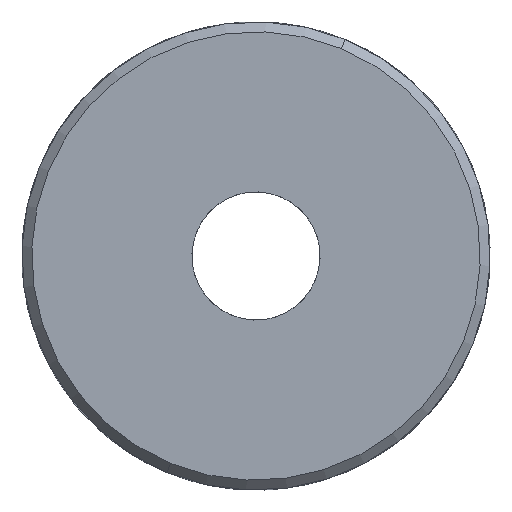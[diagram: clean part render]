
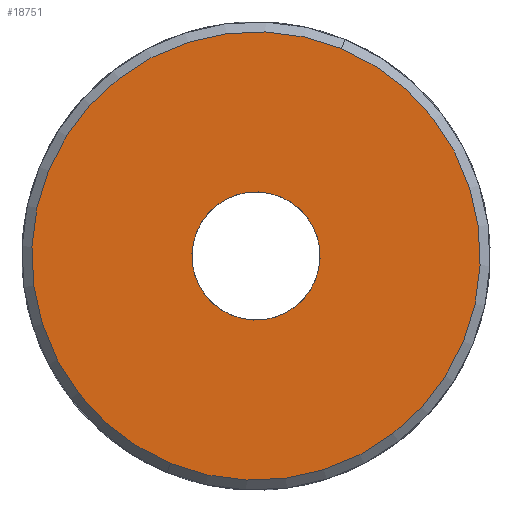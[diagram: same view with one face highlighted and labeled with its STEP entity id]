
A CAD part, left-side view. The second image highlights one B-rep face of the part: STEP entity #18751.
In plain terms, the highlighted face is planar.
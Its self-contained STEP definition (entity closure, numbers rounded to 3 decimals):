
#18117=CARTESIAN_POINT('',(0.,0.,0.));
#18118=DIRECTION('',(0.,0.,1.));
#18119=DIRECTION('',(-1.,0.,0.));
#18120=AXIS2_PLACEMENT_3D('',#18117,#18118,#18119);
#18122=CARTESIAN_POINT('',(0.,0.,0.));
#18123=DIRECTION('',(0.,0.,1.));
#18124=DIRECTION('',(1.,0.,0.));
#18125=AXIS2_PLACEMENT_3D('',#18122,#18123,#18124);
#18591=CARTESIAN_POINT('',(0.,0.,0.));
#18592=DIRECTION('',(0.,0.,1.));
#18593=DIRECTION('',(-1.,0.,0.));
#18594=AXIS2_PLACEMENT_3D('',#18591,#18592,#18593);
#18600=CARTESIAN_POINT('',(0.,0.,0.));
#18601=DIRECTION('',(0.,0.,1.));
#18602=DIRECTION('',(1.,0.,0.));
#18603=AXIS2_PLACEMENT_3D('',#18600,#18601,#18602);
#18614=CARTESIAN_POINT('',(45.5,0.,0.));
#18615=CARTESIAN_POINT('',(-45.5,0.,0.));
#18616=VERTEX_POINT('',#18614);
#18617=VERTEX_POINT('',#18615);
#18640=CARTESIAN_POINT('',(13.,0.,0.));
#18641=CARTESIAN_POINT('',(-13.,0.,0.));
#18642=VERTEX_POINT('',#18640);
#18643=VERTEX_POINT('',#18641);
#18735=CARTESIAN_POINT('',(0.,0.,0.));
#18736=DIRECTION('',(0.,0.,1.));
#18737=DIRECTION('',(1.,0.,0.));
#18738=AXIS2_PLACEMENT_3D('',#18735,#18736,#18737);
#18739=PLANE('',#18738);
#18741=ORIENTED_EDGE('',*,*,#18740,.T.);
#18742=ORIENTED_EDGE('',*,*,#18724,.T.);
#18743=EDGE_LOOP('',(#18741,#18742));
#18744=FACE_OUTER_BOUND('',#18743,.F.);
#18746=ORIENTED_EDGE('',*,*,#18745,.F.);
#18748=ORIENTED_EDGE('',*,*,#18747,.F.);
#18749=EDGE_LOOP('',(#18746,#18748));
#18750=FACE_BOUND('',#18749,.F.);
#18751=ADVANCED_FACE('',(#18744,#18750),#18739,.F.);
#18121=CIRCLE('',#18120,45.5);
#18126=CIRCLE('',#18125,45.5);
#18595=CIRCLE('',#18594,13.);
#18604=CIRCLE('',#18603,13.);
#18724=EDGE_CURVE('',#18616,#18617,#18126,.T.);
#18740=EDGE_CURVE('',#18617,#18616,#18121,.T.);
#18745=EDGE_CURVE('',#18642,#18643,#18604,.T.);
#18747=EDGE_CURVE('',#18643,#18642,#18595,.T.);
